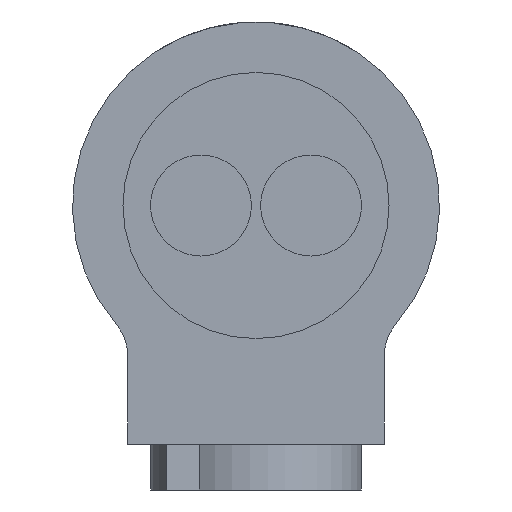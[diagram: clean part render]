
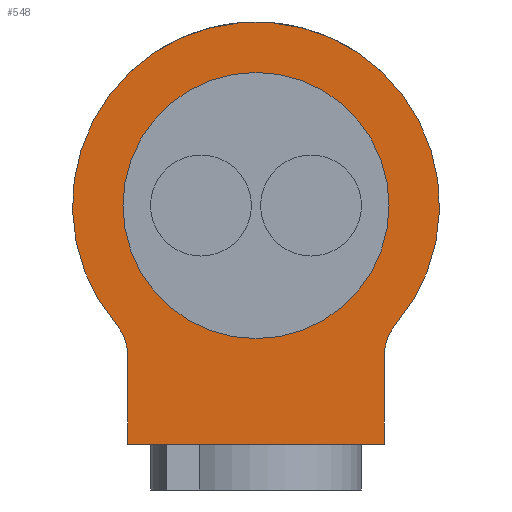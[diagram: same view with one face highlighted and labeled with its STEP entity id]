
A CAD part, left-side view. The second image highlights one B-rep face of the part: STEP entity #548.
In plain terms, the highlighted planar face has unit normal (-1, 0, 0).
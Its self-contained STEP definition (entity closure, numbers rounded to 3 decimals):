
#23=CARTESIAN_POINT('',(0.,0.,0.));
#24=DIRECTION('',(-1.,0.,0.));
#25=DIRECTION('',(0.,1.,0.));
#26=AXIS2_PLACEMENT_3D('',#23,#24,#25);
#28=CARTESIAN_POINT('',(0.,0.,0.));
#29=DIRECTION('',(-1.,0.,0.));
#30=DIRECTION('',(0.,-1.,0.));
#31=AXIS2_PLACEMENT_3D('',#28,#29,#30);
#33=DIRECTION('',(0.,0.,1.));
#34=VECTOR('',#33,0.975);
#35=CARTESIAN_POINT('',(0.,1.4,-2.6));
#36=LINE('',#35,#34);
#37=CARTESIAN_POINT('',(0.,0.,0.));
#38=DIRECTION('',(1.,0.,0.));
#39=DIRECTION('',(0.,0.76,-0.65));
#40=AXIS2_PLACEMENT_3D('',#37,#38,#39);
#42=DIRECTION('',(0.,0.,-1.));
#43=VECTOR('',#42,0.975);
#44=CARTESIAN_POINT('',(0.,-1.4,-1.625));
#45=LINE('',#44,#43);
#46=DIRECTION('',(0.,1.,0.));
#47=VECTOR('',#46,2.8);
#48=CARTESIAN_POINT('',(0.,-1.4,-2.6));
#49=LINE('',#48,#47);
#132=CARTESIAN_POINT('',(0.,1.9,-1.625));
#133=DIRECTION('',(1.,0.,0.));
#134=DIRECTION('',(0.,-0.76,0.65));
#135=AXIS2_PLACEMENT_3D('',#132,#133,#134);
#248=CARTESIAN_POINT('',(0.,-1.9,-1.625));
#249=DIRECTION('',(1.,0.,0.));
#250=DIRECTION('',(0.,1.,0.));
#251=AXIS2_PLACEMENT_3D('',#248,#249,#250);
#419=CARTESIAN_POINT('',(0.,-1.4,-2.6));
#420=CARTESIAN_POINT('',(0.,1.4,-2.6));
#421=VERTEX_POINT('',#419);
#422=VERTEX_POINT('',#420);
#485=CARTESIAN_POINT('',(0.,1.45,0.));
#486=CARTESIAN_POINT('',(0.,-1.45,0.));
#487=VERTEX_POINT('',#485);
#488=VERTEX_POINT('',#486);
#505=CARTESIAN_POINT('',(0.,-1.4,-1.625));
#507=VERTEX_POINT('',#505);
#509=CARTESIAN_POINT('',(0.,-1.52,-1.3));
#511=VERTEX_POINT('',#509);
#513=CARTESIAN_POINT('',(0.,1.52,-1.3));
#515=VERTEX_POINT('',#513);
#517=CARTESIAN_POINT('',(0.,1.4,-1.625));
#519=VERTEX_POINT('',#517);
#523=CARTESIAN_POINT('',(0.,0.,0.));
#524=DIRECTION('',(1.,0.,0.));
#525=DIRECTION('',(0.,-1.,0.));
#526=AXIS2_PLACEMENT_3D('',#523,#524,#525);
#527=PLANE('',#526);
#529=ORIENTED_EDGE('',*,*,#528,.T.);
#531=ORIENTED_EDGE('',*,*,#530,.F.);
#533=ORIENTED_EDGE('',*,*,#532,.T.);
#535=ORIENTED_EDGE('',*,*,#534,.F.);
#537=ORIENTED_EDGE('',*,*,#536,.T.);
#539=ORIENTED_EDGE('',*,*,#538,.T.);
#540=EDGE_LOOP('',(#529,#531,#533,#535,#537,#539));
#541=FACE_OUTER_BOUND('',#540,.F.);
#543=ORIENTED_EDGE('',*,*,#542,.T.);
#545=ORIENTED_EDGE('',*,*,#544,.T.);
#546=EDGE_LOOP('',(#543,#545));
#547=FACE_BOUND('',#546,.F.);
#27=CIRCLE('',#26,1.45);
#32=CIRCLE('',#31,1.45);
#41=CIRCLE('',#40,2.);
#136=CIRCLE('',#135,0.5);
#252=CIRCLE('',#251,0.5);
#528=EDGE_CURVE('',#422,#519,#36,.T.);
#530=EDGE_CURVE('',#515,#519,#136,.T.);
#532=EDGE_CURVE('',#515,#511,#41,.T.);
#534=EDGE_CURVE('',#507,#511,#252,.T.);
#536=EDGE_CURVE('',#507,#421,#45,.T.);
#538=EDGE_CURVE('',#421,#422,#49,.T.);
#542=EDGE_CURVE('',#487,#488,#27,.T.);
#544=EDGE_CURVE('',#488,#487,#32,.T.);
#548=ADVANCED_FACE('',(#541,#547),#527,.F.);
